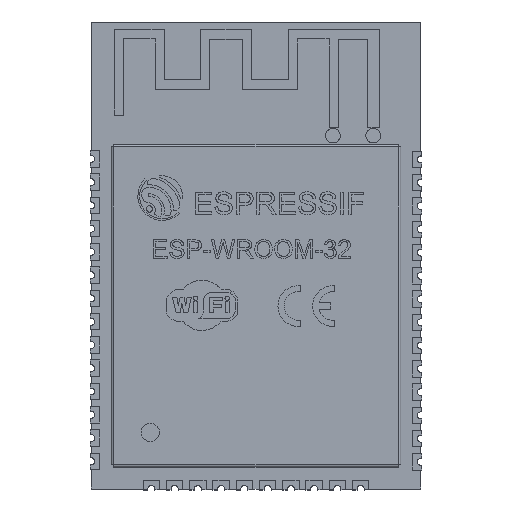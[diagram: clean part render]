
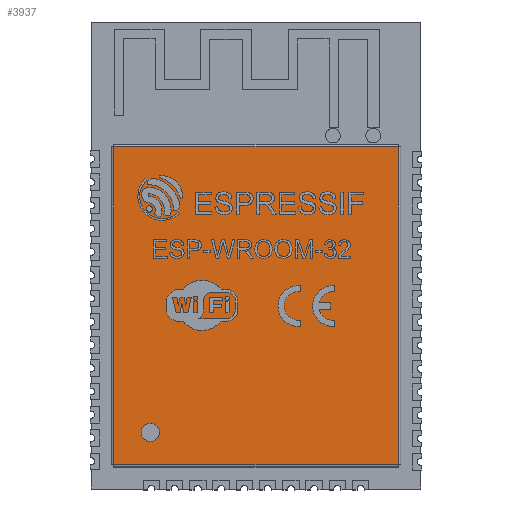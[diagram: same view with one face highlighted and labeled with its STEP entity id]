
A CAD part, top view. The second image highlights one B-rep face of the part: STEP entity #3937.
In plain terms, the highlighted free-form (B-spline) face has degree [1, 1] with [2, 2] control points.
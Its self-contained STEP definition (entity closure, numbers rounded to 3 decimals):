
#3937 = ADVANCED_FACE('',(#3938,#3968),#3982,.F.);
#3938 = FACE_BOUND('',#3939,.F.);
#3939 = EDGE_LOOP('',(#3940,#3949,#3956,#3963));
#3940 = ORIENTED_EDGE('',*,*,#3941,.F.);
#3941 = EDGE_CURVE('',#3942,#3944,#3946,.T.);
#3942 = VERTEX_POINT('',#3943);
#3943 = CARTESIAN_POINT('',(-6.42,15.415,2.476
    ));
#3944 = VERTEX_POINT('',#3945);
#3945 = CARTESIAN_POINT('',(-6.42,1.089,2.476)
  );
#3946 = B_SPLINE_CURVE_WITH_KNOTS('',1,(#3947,#3948),.UNSPECIFIED.,.F.,
  .F.,(2,2),(0.,17.36),.PIECEWISE_BEZIER_KNOTS.);
#3947 = CARTESIAN_POINT('',(-6.42,15.415,2.476
    ));
#3948 = CARTESIAN_POINT('',(-6.42,1.089,2.476)
  );
#3949 = ORIENTED_EDGE('',*,*,#3950,.T.);
#3950 = EDGE_CURVE('',#3942,#3951,#3953,.T.);
#3951 = VERTEX_POINT('',#3952);
#3952 = CARTESIAN_POINT('',(6.42,15.415,2.476)
  );
#3953 = B_SPLINE_CURVE_WITH_KNOTS('',1,(#3954,#3955),.UNSPECIFIED.,.F.,
  .F.,(2,2),(0.,15.56),.PIECEWISE_BEZIER_KNOTS.);
#3954 = CARTESIAN_POINT('',(-6.42,15.415,2.476
    ));
#3955 = CARTESIAN_POINT('',(6.42,15.415,2.476)
  );
#3956 = ORIENTED_EDGE('',*,*,#3957,.T.);
#3957 = EDGE_CURVE('',#3951,#3958,#3960,.T.);
#3958 = VERTEX_POINT('',#3959);
#3959 = CARTESIAN_POINT('',(6.42,1.089,2.476)
  );
#3960 = B_SPLINE_CURVE_WITH_KNOTS('',1,(#3961,#3962),.UNSPECIFIED.,.F.,
  .F.,(2,2),(0.,17.36),.PIECEWISE_BEZIER_KNOTS.);
#3961 = CARTESIAN_POINT('',(6.42,15.415,2.476)
  );
#3962 = CARTESIAN_POINT('',(6.42,1.089,2.476)
  );
#3963 = ORIENTED_EDGE('',*,*,#3964,.F.);
#3964 = EDGE_CURVE('',#3944,#3958,#3965,.T.);
#3965 = B_SPLINE_CURVE_WITH_KNOTS('',1,(#3966,#3967),.UNSPECIFIED.,.F.,
  .F.,(2,2),(0.,15.56),.PIECEWISE_BEZIER_KNOTS.);
#3966 = CARTESIAN_POINT('',(-6.42,1.089,2.476)
  );
#3967 = CARTESIAN_POINT('',(6.42,1.089,2.476)
  );
#3968 = FACE_BOUND('',#3969,.F.);
#3969 = EDGE_LOOP('',(#3970));
#3970 = ORIENTED_EDGE('',*,*,#3971,.T.);
#3971 = EDGE_CURVE('',#3972,#3972,#3974,.T.);
#3972 = VERTEX_POINT('',#3973);
#3973 = CARTESIAN_POINT('',(-4.353,2.549,
    2.476));
#3974 = ( BOUNDED_CURVE() B_SPLINE_CURVE(2,(#3975,#3976,#3977,#3978,
#3979,#3980,#3981),.UNSPECIFIED.,.T.,.F.) B_SPLINE_CURVE_WITH_KNOTS((1,2
    ,2,2,2,1),(-2.094,0.,2.094,4.189,
6.283,8.378),.UNSPECIFIED.) CURVE() 
GEOMETRIC_REPRESENTATION_ITEM() RATIONAL_B_SPLINE_CURVE((1.,0.5,1.,0.5,
1.,0.5,1.)) REPRESENTATION_ITEM('') );
#3975 = CARTESIAN_POINT('',(-4.353,2.549,
    2.476));
#3976 = CARTESIAN_POINT('',(-4.353,3.264,
    2.476));
#3977 = CARTESIAN_POINT('',(-4.972,2.907,
    2.476));
#3978 = CARTESIAN_POINT('',(-5.59,2.549,
    2.476));
#3979 = CARTESIAN_POINT('',(-4.972,2.192,
    2.476));
#3980 = CARTESIAN_POINT('',(-4.353,1.835,
    2.476));
#3981 = CARTESIAN_POINT('',(-4.353,2.549,
    2.476));
#3982 = B_SPLINE_SURFACE_WITH_KNOTS('',1,1,(
    (#3983,#3984)
    ,(#3985,#3986
    )),.UNSPECIFIED.,.F.,.F.,.F.,(2,2),(2,2),(0.,15.56),(0.,17.36),
  .PIECEWISE_BEZIER_KNOTS.);
#3983 = CARTESIAN_POINT('',(-6.42,15.415,2.476
    ));
#3984 = CARTESIAN_POINT('',(-6.42,1.089,2.476)
  );
#3985 = CARTESIAN_POINT('',(6.42,15.415,2.476)
  );
#3986 = CARTESIAN_POINT('',(6.42,1.089,2.476)
  );
